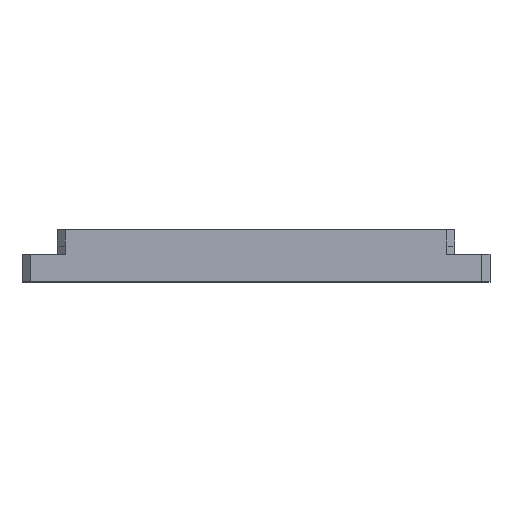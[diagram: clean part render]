
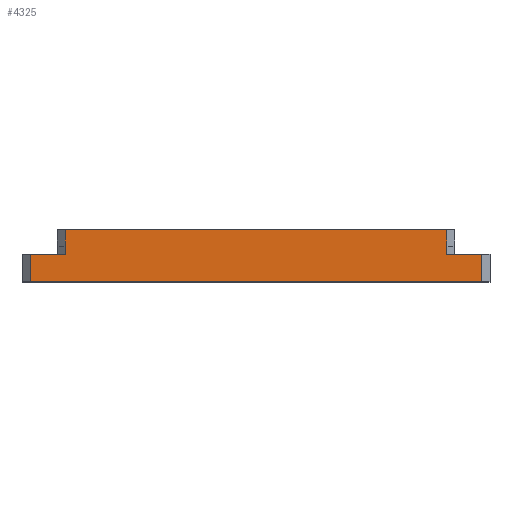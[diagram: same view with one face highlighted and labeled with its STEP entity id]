
A CAD part, top view. The second image highlights one B-rep face of the part: STEP entity #4325.
In plain terms, the highlighted planar face has unit normal (0, 0, 1).
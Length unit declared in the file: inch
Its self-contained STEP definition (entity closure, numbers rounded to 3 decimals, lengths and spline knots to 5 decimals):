
#357 = VECTOR ( 'NONE', #9373, 39.37008 ) ;
#585 = EDGE_CURVE ( 'NONE', #1118, #3583, #6875, .T. ) ;
#933 = EDGE_CURVE ( 'NONE', #16582, #1932, #8458, .T. ) ;
#1118 = VERTEX_POINT ( 'NONE', #15583 ) ;
#1158 = CARTESIAN_POINT ( 'NONE',  ( 7.984, 0., 0. ) ) ;
#1498 = LINE ( 'NONE', #11807, #9228 ) ;
#1728 = CARTESIAN_POINT ( 'NONE',  ( 0.14, 0.9005, 0. ) ) ;
#1932 = VERTEX_POINT ( 'NONE', #16788 ) ;
#2168 = LINE ( 'NONE', #12988, #16433 ) ;
#2205 = ORIENTED_EDGE ( 'NONE', *, *, #585, .F. ) ;
#2239 = ORIENTED_EDGE ( 'NONE', *, *, #14153, .F. ) ;
#2295 = DIRECTION ( 'NONE',  ( 0., 0., -1. ) ) ;
#2846 = VERTEX_POINT ( 'NONE', #10559 ) ;
#3215 = DIRECTION ( 'NONE',  ( -1., 0., 0. ) ) ;
#3250 = CARTESIAN_POINT ( 'NONE',  ( 0.14, 0.9005, 0. ) ) ;
#3535 = DIRECTION ( 'NONE',  ( 0., -1., 0. ) ) ;
#3537 = CARTESIAN_POINT ( 'NONE',  ( 0.752, 0.9005, 0. ) ) ;
#3583 = VERTEX_POINT ( 'NONE', #7678 ) ;
#3734 = VERTEX_POINT ( 'NONE', #10751 ) ;
#4325 = ADVANCED_FACE ( 'NONE', ( #16731 ), #14055, .F. ) ;
#4349 = VERTEX_POINT ( 'NONE', #12777 ) ;
#4363 = VECTOR ( 'NONE', #3535, 39.37008 ) ;
#5006 = EDGE_CURVE ( 'NONE', #2846, #15348, #12298, .T. ) ;
#5416 = ORIENTED_EDGE ( 'NONE', *, *, #6213, .T. ) ;
#5535 = DIRECTION ( 'NONE',  ( 0., -1., 0. ) ) ;
#5845 = CARTESIAN_POINT ( 'NONE',  ( 0.14, 0., 0. ) ) ;
#5913 = ORIENTED_EDGE ( 'NONE', *, *, #10115, .T. ) ;
#6213 = EDGE_CURVE ( 'NONE', #3734, #2846, #11977, .T. ) ;
#6453 = LINE ( 'NONE', #9040, #4363 ) ;
#6875 = LINE ( 'NONE', #1728, #357 ) ;
#7437 = CARTESIAN_POINT ( 'NONE',  ( 7.984, 0.4705, 0. ) ) ;
#7568 = EDGE_CURVE ( 'NONE', #1118, #4349, #12565, .T. ) ;
#7678 = CARTESIAN_POINT ( 'NONE',  ( 7.372, 0.9005, 0. ) ) ;
#7748 = ORIENTED_EDGE ( 'NONE', *, *, #5006, .T. ) ;
#8458 = LINE ( 'NONE', #9662, #11080 ) ;
#8691 = DIRECTION ( 'NONE',  ( 0., 1., 0. ) ) ;
#9040 = CARTESIAN_POINT ( 'NONE',  ( 7.984, 0.9005, 0. ) ) ;
#9228 = VECTOR ( 'NONE', #15669, 39.37008 ) ;
#9244 = EDGE_LOOP ( 'NONE', ( #10763, #2205, #16649, #5913, #5416, #7748, #2239, #16230 ) ) ;
#9373 = DIRECTION ( 'NONE',  ( 1., 0., 0. ) ) ;
#9662 = CARTESIAN_POINT ( 'NONE',  ( 8.124, 0.4705, 0. ) ) ;
#10115 = EDGE_CURVE ( 'NONE', #4349, #3734, #1498, .T. ) ;
#10559 = CARTESIAN_POINT ( 'NONE',  ( 0.14, 0., 0. ) ) ;
#10723 = VECTOR ( 'NONE', #5535, 39.37008 ) ;
#10751 = CARTESIAN_POINT ( 'NONE',  ( 0.14, 0.4705, 0. ) ) ;
#10763 = ORIENTED_EDGE ( 'NONE', *, *, #14258, .T. ) ;
#11080 = VECTOR ( 'NONE', #3215, 39.37008 ) ;
#11488 = VECTOR ( 'NONE', #16430, 39.37008 ) ;
#11807 = CARTESIAN_POINT ( 'NONE',  ( 0., 0.4705, 0. ) ) ;
#11872 = AXIS2_PLACEMENT_3D ( 'NONE', #3250, #2295, #16477 ) ;
#11977 = LINE ( 'NONE', #14467, #10723 ) ;
#12298 = LINE ( 'NONE', #5845, #14662 ) ;
#12565 = LINE ( 'NONE', #3537, #11488 ) ;
#12777 = CARTESIAN_POINT ( 'NONE',  ( 0.752, 0.4705, 0. ) ) ;
#12988 = CARTESIAN_POINT ( 'NONE',  ( 7.372, 0.9005, 0. ) ) ;
#13744 = DIRECTION ( 'NONE',  ( 1., 0., 0. ) ) ;
#14055 = PLANE ( 'NONE',  #11872 ) ;
#14153 = EDGE_CURVE ( 'NONE', #16582, #15348, #6453, .T. ) ;
#14258 = EDGE_CURVE ( 'NONE', #1932, #3583, #2168, .T. ) ;
#14467 = CARTESIAN_POINT ( 'NONE',  ( 0.14, 0.9005, 0. ) ) ;
#14662 = VECTOR ( 'NONE', #13744, 39.37008 ) ;
#15348 = VERTEX_POINT ( 'NONE', #1158 ) ;
#15583 = CARTESIAN_POINT ( 'NONE',  ( 0.752, 0.9005, 0. ) ) ;
#15669 = DIRECTION ( 'NONE',  ( -1., 0., 0. ) ) ;
#16230 = ORIENTED_EDGE ( 'NONE', *, *, #933, .T. ) ;
#16430 = DIRECTION ( 'NONE',  ( 0., -1., 0. ) ) ;
#16433 = VECTOR ( 'NONE', #8691, 39.37008 ) ;
#16477 = DIRECTION ( 'NONE',  ( -1., 0., 0. ) ) ;
#16582 = VERTEX_POINT ( 'NONE', #7437 ) ;
#16649 = ORIENTED_EDGE ( 'NONE', *, *, #7568, .T. ) ;
#16731 = FACE_OUTER_BOUND ( 'NONE', #9244, .T. ) ;
#16788 = CARTESIAN_POINT ( 'NONE',  ( 7.372, 0.4705, 0. ) ) ;
